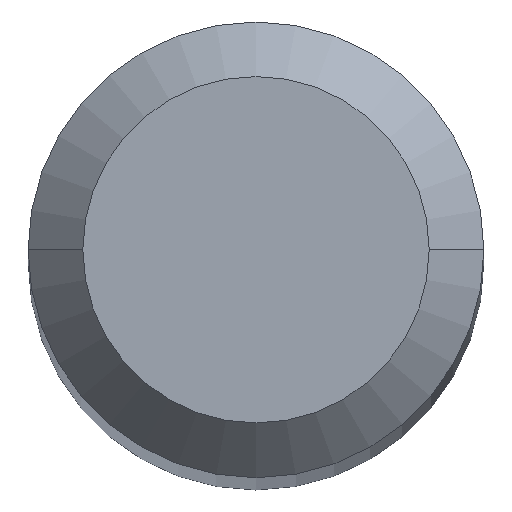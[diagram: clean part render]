
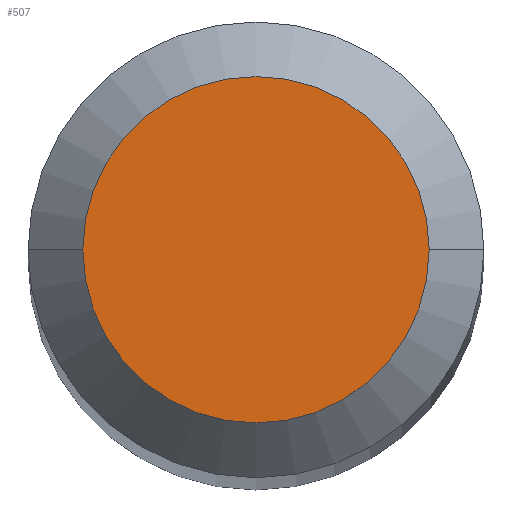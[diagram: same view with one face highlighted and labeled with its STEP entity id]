
A CAD part, top view. The second image highlights one B-rep face of the part: STEP entity #507.
In plain terms, the highlighted planar face has unit normal (0, 0, 1).
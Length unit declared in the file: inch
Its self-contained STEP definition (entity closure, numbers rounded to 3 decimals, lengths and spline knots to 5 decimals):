
#122 = CARTESIAN_POINT ( 'NONE',  ( -0.0475, 0., 0. ) ) ;
#154 = CARTESIAN_POINT ( 'NONE',  ( 0., 0., 0. ) ) ;
#163 = ORIENTED_EDGE ( 'NONE', *, *, #308, .T. ) ;
#184 = DIRECTION ( 'NONE',  ( 0., 0., 1. ) ) ;
#201 = FACE_OUTER_BOUND ( 'NONE', #519, .T. ) ;
#207 = AXIS2_PLACEMENT_3D ( 'NONE', #154, #441, #283 ) ;
#224 = EDGE_CURVE ( 'NONE', #432, #303, #236, .T. ) ;
#230 = AXIS2_PLACEMENT_3D ( 'NONE', #367, #446, #291 ) ;
#236 = CIRCLE ( 'NONE', #466, 0.0475 ) ;
#238 = PLANE ( 'NONE',  #230 ) ;
#283 = DIRECTION ( 'NONE',  ( 1., 0., 0. ) ) ;
#291 = DIRECTION ( 'NONE',  ( -1., 0., 0. ) ) ;
#303 = VERTEX_POINT ( 'NONE', #440 ) ;
#308 = EDGE_CURVE ( 'NONE', #303, #432, #329, .T. ) ;
#329 = CIRCLE ( 'NONE', #207, 0.0475 ) ;
#344 = CARTESIAN_POINT ( 'NONE',  ( 0., 0., 0. ) ) ;
#357 = ORIENTED_EDGE ( 'NONE', *, *, #224, .T. ) ;
#367 = CARTESIAN_POINT ( 'NONE',  ( 0., 0.0475, 0. ) ) ;
#419 = DIRECTION ( 'NONE',  ( 1., 0., 0. ) ) ;
#432 = VERTEX_POINT ( 'NONE', #122 ) ;
#440 = CARTESIAN_POINT ( 'NONE',  ( 0.0475, 0., 0. ) ) ;
#441 = DIRECTION ( 'NONE',  ( 0., 0., 1. ) ) ;
#446 = DIRECTION ( 'NONE',  ( 0., 0., -1. ) ) ;
#466 = AXIS2_PLACEMENT_3D ( 'NONE', #344, #184, #419 ) ;
#507 = ADVANCED_FACE ( 'NONE', ( #201 ), #238, .F. ) ;
#519 = EDGE_LOOP ( 'NONE', ( #357, #163 ) ) ;
